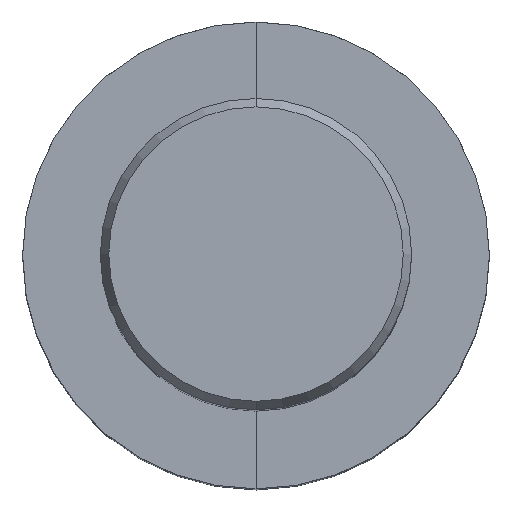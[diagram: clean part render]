
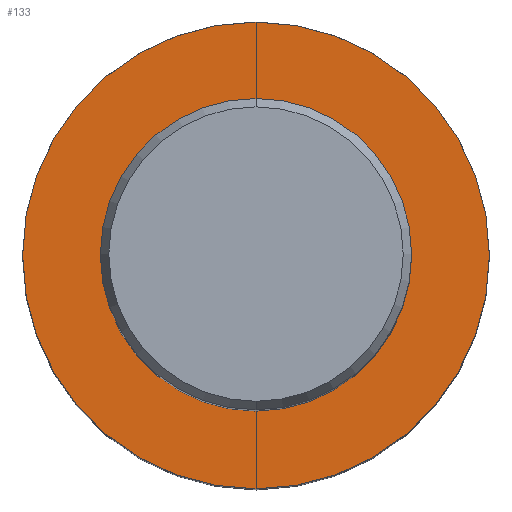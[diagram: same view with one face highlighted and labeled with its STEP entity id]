
A CAD part, top view. The second image highlights one B-rep face of the part: STEP entity #133.
In plain terms, the highlighted planar face has unit normal (0, 0, 1).
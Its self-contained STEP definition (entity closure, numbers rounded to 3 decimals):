
#133=ADVANCED_FACE('',(#338,#339),#340,.T.);
#161=EDGE_CURVE('',#225,#265,#371,.T.);
#225=VERTEX_POINT('',#443);
#235=EDGE_CURVE('',#297,#291,#454,.T.);
#257=EDGE_CURVE('',#265,#225,#478,.T.);
#265=VERTEX_POINT('',#486);
#279=EDGE_CURVE('',#291,#297,#503,.T.);
#291=VERTEX_POINT('',#516);
#297=VERTEX_POINT('',#522);
#338=FACE_OUTER_BOUND('',#561,.T.);
#339=FACE_BOUND('',#562,.T.);
#340=PLANE('',#563);
#371=CIRCLE('',#602,19.045);
#443=CARTESIAN_POINT('',(0.0,19.045,-63.49));
#454=CIRCLE('',#710,12.7);
#478=CIRCLE('',#741,19.045);
#486=CARTESIAN_POINT('',(0.,-19.045,-63.49));
#503=CIRCLE('',#773,12.7);
#516=CARTESIAN_POINT('',(0.0,12.7,-63.49));
#522=CARTESIAN_POINT('',(0.,-12.7,-63.49));
#561=EDGE_LOOP('',(#838,#839));
#562=EDGE_LOOP('',(#840,#841));
#563=AXIS2_PLACEMENT_3D('',#842,#843,#844);
#602=AXIS2_PLACEMENT_3D('',#867,#868,#869);
#710=AXIS2_PLACEMENT_3D('',#967,#968,#969);
#741=AXIS2_PLACEMENT_3D('',#999,#1000,#1001);
#773=AXIS2_PLACEMENT_3D('',#1034,#1035,#1036);
#838=ORIENTED_EDGE('',*,*,#161,.F.);
#839=ORIENTED_EDGE('',*,*,#257,.F.);
#840=ORIENTED_EDGE('',*,*,#279,.T.);
#841=ORIENTED_EDGE('',*,*,#235,.T.);
#842=CARTESIAN_POINT('',(0.0,15.872,-63.49));
#843=DIRECTION('',(-0.0,0.0,1.0));
#844=DIRECTION('',(0.0,-1.0,0.0));
#867=CARTESIAN_POINT('',(0.0,0.0,-63.49));
#868=DIRECTION('',(0.0,0.0,-1.0));
#869=DIRECTION('',(0.0,1.0,0.0));
#967=CARTESIAN_POINT('',(0.0,0.0,-63.49));
#968=DIRECTION('',(0.0,0.0,-1.0));
#969=DIRECTION('',(0.0,1.0,0.0));
#999=CARTESIAN_POINT('',(0.0,0.0,-63.49));
#1000=DIRECTION('',(0.0,0.0,-1.0));
#1001=DIRECTION('',(0.0,1.0,0.0));
#1034=CARTESIAN_POINT('',(0.0,0.0,-63.49));
#1035=DIRECTION('',(0.0,0.0,-1.0));
#1036=DIRECTION('',(0.0,1.0,0.0));
